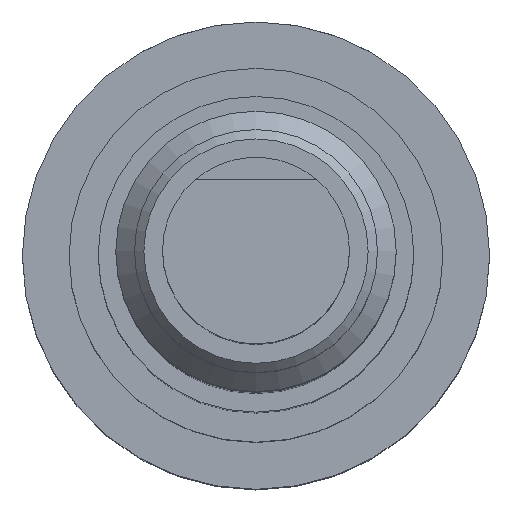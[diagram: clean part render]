
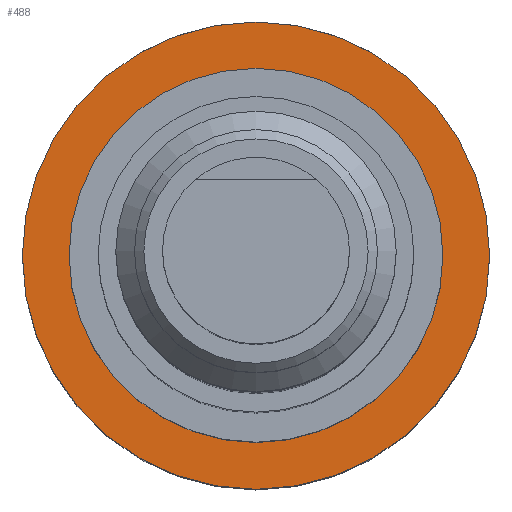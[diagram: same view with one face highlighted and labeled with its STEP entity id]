
A CAD part, top view. The second image highlights one B-rep face of the part: STEP entity #488.
In plain terms, the highlighted planar face has unit normal (0, 0, 1).
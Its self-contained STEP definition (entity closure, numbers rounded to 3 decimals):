
#28=FACE_BOUND('',#129,.T.);
#48=PLANE('',#568);
#82=FACE_OUTER_BOUND('',#128,.T.);
#128=EDGE_LOOP('',(#428));
#129=EDGE_LOOP('',(#429));
#217=CIRCLE('',#563,10.);
#218=CIRCLE('',#566,12.5);
#256=VERTEX_POINT('',#855);
#257=VERTEX_POINT('',#860);
#313=EDGE_CURVE('',#256,#256,#217,.T.);
#314=EDGE_CURVE('',#257,#257,#218,.T.);
#428=ORIENTED_EDGE('',*,*,#314,.T.);
#429=ORIENTED_EDGE('',*,*,#313,.T.);
#488=ADVANCED_FACE('',(#82,#28),#48,.T.);
#563=AXIS2_PLACEMENT_3D('',#857,#712,#713);
#566=AXIS2_PLACEMENT_3D('',#861,#718,#719);
#568=AXIS2_PLACEMENT_3D('',#865,#723,#724);
#712=DIRECTION('center_axis',(0.,0.,-1.));
#713=DIRECTION('ref_axis',(1.,0.,0.));
#718=DIRECTION('center_axis',(0.,0.,1.));
#719=DIRECTION('ref_axis',(1.,0.,0.));
#723=DIRECTION('center_axis',(0.,0.,1.));
#724=DIRECTION('ref_axis',(1.,0.,0.));
#855=CARTESIAN_POINT('',(-10.,0.,20.));
#857=CARTESIAN_POINT('Origin',(0.,0.,20.));
#860=CARTESIAN_POINT('',(-12.5,0.,20.));
#861=CARTESIAN_POINT('Origin',(0.,0.,20.));
#865=CARTESIAN_POINT('Origin',(0.,0.,20.));
